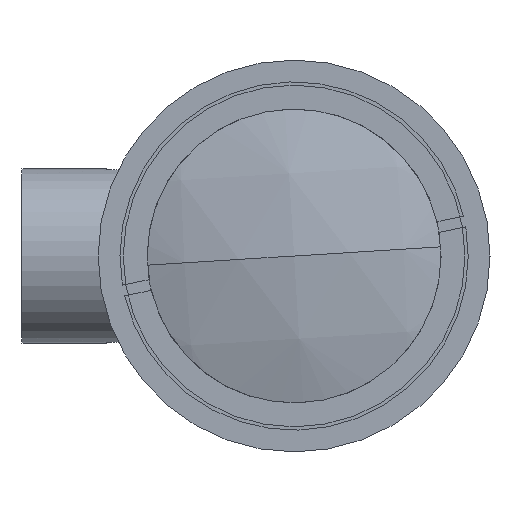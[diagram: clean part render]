
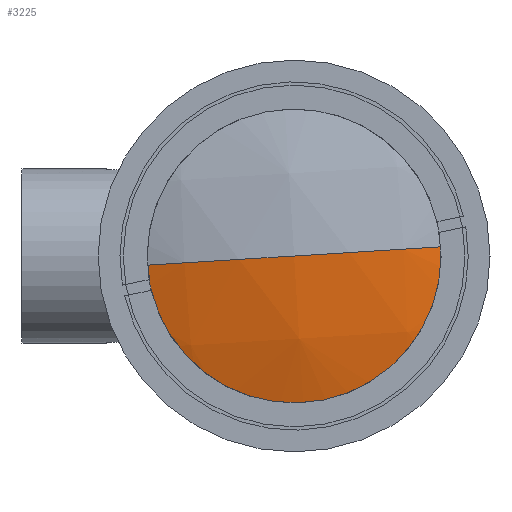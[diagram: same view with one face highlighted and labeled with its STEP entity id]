
A CAD part, left-side view. The second image highlights one B-rep face of the part: STEP entity #3225.
In plain terms, the highlighted spherical face has radius 46.44 mm.
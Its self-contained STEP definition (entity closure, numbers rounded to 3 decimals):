
#61 = SPHERICAL_SURFACE ( 'NONE', #1354, 46.44 ) ;
#84 = CARTESIAN_POINT ( 'NONE',  ( 47.84, 0., 0. ) ) ;
#145 = DIRECTION ( 'NONE',  ( -1., 0., 0. ) ) ;
#504 = ORIENTED_EDGE ( 'NONE', *, *, #3376, .F. ) ;
#612 = ORIENTED_EDGE ( 'NONE', *, *, #2683, .T. ) ;
#674 = FACE_OUTER_BOUND ( 'NONE', #1094, .T. ) ;
#710 = DIRECTION ( 'NONE',  ( 0., 0.062, 0.998 ) ) ;
#757 = CARTESIAN_POINT ( 'NONE',  ( 3.889, -14.971, 0.932 ) ) ;
#789 = CARTESIAN_POINT ( 'NONE',  ( 47.84, 0., 0. ) ) ;
#850 = CIRCLE ( 'NONE', #2985, 46.44 ) ;
#856 = CARTESIAN_POINT ( 'NONE',  ( 3.889, 14.971, -0.932 ) ) ;
#1064 = DIRECTION ( 'NONE',  ( 0., 0.998, -0.062 ) ) ;
#1077 = VERTEX_POINT ( 'NONE', #1136 ) ;
#1094 = EDGE_LOOP ( 'NONE', ( #612, #1920, #504 ) ) ;
#1136 = CARTESIAN_POINT ( 'NONE',  ( 1.4, 0., 0. ) ) ;
#1158 = DIRECTION ( 'NONE',  ( 0., -0.062, -0.998 ) ) ;
#1354 = AXIS2_PLACEMENT_3D ( 'NONE', #84, #1158, #3070 ) ;
#1493 = VERTEX_POINT ( 'NONE', #757 ) ;
#1693 = CIRCLE ( 'NONE', #3355, 46.44 ) ;
#1750 = CARTESIAN_POINT ( 'NONE',  ( 3.889, 0., 0. ) ) ;
#1920 = ORIENTED_EDGE ( 'NONE', *, *, #3085, .T. ) ;
#2014 = DIRECTION ( 'NONE',  ( 0., 0.062, 0.998 ) ) ;
#2343 = CARTESIAN_POINT ( 'NONE',  ( 47.84, 0., 0. ) ) ;
#2433 = CIRCLE ( 'NONE', #2912, 15. ) ;
#2509 = VERTEX_POINT ( 'NONE', #856 ) ;
#2614 = DIRECTION ( 'NONE',  ( 0., -0.998, 0.062 ) ) ;
#2683 = EDGE_CURVE ( 'NONE', #2509, #1493, #2433, .T. ) ;
#2692 = DIRECTION ( 'NONE',  ( 0., -0.062, -0.998 ) ) ;
#2912 = AXIS2_PLACEMENT_3D ( 'NONE', #1750, #145, #2014 ) ;
#2985 = AXIS2_PLACEMENT_3D ( 'NONE', #789, #2692, #1064 ) ;
#3070 = DIRECTION ( 'NONE',  ( 0., 0.998, -0.062 ) ) ;
#3085 = EDGE_CURVE ( 'NONE', #1493, #1077, #850, .T. ) ;
#3225 = ADVANCED_FACE ( 'NONE', ( #674 ), #61, .T. ) ;
#3355 = AXIS2_PLACEMENT_3D ( 'NONE', #2343, #710, #2614 ) ;
#3376 = EDGE_CURVE ( 'NONE', #2509, #1077, #1693, .T. ) ;
